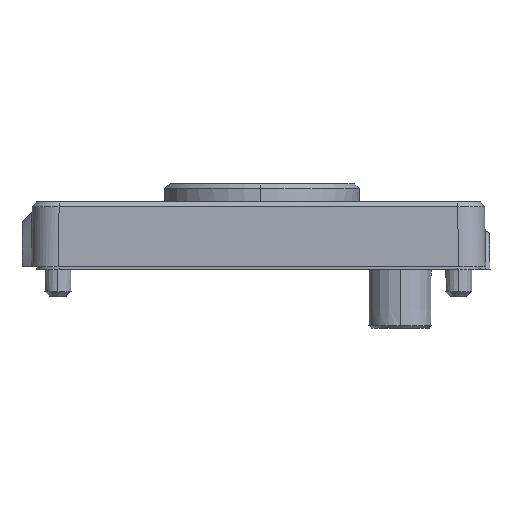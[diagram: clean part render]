
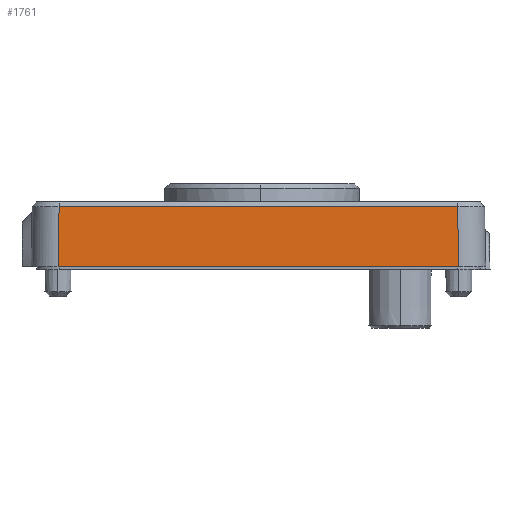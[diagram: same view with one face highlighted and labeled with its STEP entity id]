
A CAD part, left-side view. The second image highlights one B-rep face of the part: STEP entity #1761.
In plain terms, the highlighted planar face has unit normal (-1, 0, 0.018).
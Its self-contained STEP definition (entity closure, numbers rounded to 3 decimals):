
#28 = VECTOR ( 'NONE', #13390, 1000. ) ;
#101 = ORIENTED_EDGE ( 'NONE', *, *, #2963, .T. ) ;
#400 = LINE ( 'NONE', #617, #28 ) ;
#449 = ORIENTED_EDGE ( 'NONE', *, *, #10306, .F. ) ;
#469 = CARTESIAN_POINT ( 'NONE',  ( -21.001, 22.501, -0.052 ) ) ;
#617 = CARTESIAN_POINT ( 'NONE',  ( -20.995, 19., 0.3 ) ) ;
#1023 = EDGE_LOOP ( 'NONE', ( #449, #5721, #101, #3045 ) ) ;
#1731 = CARTESIAN_POINT ( 'NONE',  ( -20.988, -21.988, 0.715 ) ) ;
#1761 = ADVANCED_FACE ( 'NONE', ( #11277 ), #3317, .T. ) ;
#2107 = EDGE_CURVE ( 'NONE', #9603, #7022, #11802, .T. ) ;
#2963 = EDGE_CURVE ( 'NONE', #9121, #9603, #12691, .T. ) ;
#3045 = ORIENTED_EDGE ( 'NONE', *, *, #2107, .T. ) ;
#3317 = PLANE ( 'NONE',  #5208 ) ;
#3369 = DIRECTION ( 'NONE',  ( -1., 0., 0.017 ) ) ;
#3563 = CARTESIAN_POINT ( 'NONE',  ( -20.878, 22.378, 6.991 ) ) ;
#4961 = VERTEX_POINT ( 'NONE', #8024 ) ;
#5208 = AXIS2_PLACEMENT_3D ( 'NONE', #9151, #3369, #11475 ) ;
#5721 = ORIENTED_EDGE ( 'NONE', *, *, #12107, .T. ) ;
#6563 = VECTOR ( 'NONE', #13324, 1000. ) ;
#7022 = VERTEX_POINT ( 'NONE', #10020 ) ;
#8024 = CARTESIAN_POINT ( 'NONE',  ( -20.995, -21.995, 0.3 ) ) ;
#8677 = CARTESIAN_POINT ( 'NONE',  ( -20.878, 22.37, 6.991 ) ) ;
#9077 = VECTOR ( 'NONE', #9852, 1000. ) ;
#9121 = VERTEX_POINT ( 'NONE', #14157 ) ;
#9151 = CARTESIAN_POINT ( 'NONE',  ( -21., 19., 0. ) ) ;
#9603 = VERTEX_POINT ( 'NONE', #3563 ) ;
#9759 = DIRECTION ( 'NONE',  ( -0.017, 0.017, -1. ) ) ;
#9852 = DIRECTION ( 'NONE',  ( 0.017, 0.017, 1. ) ) ;
#10020 = CARTESIAN_POINT ( 'NONE',  ( -20.995, 22.495, 0.3 ) ) ;
#10306 = EDGE_CURVE ( 'NONE', #4961, #7022, #400, .T. ) ;
#11277 = FACE_OUTER_BOUND ( 'NONE', #1023, .T. ) ;
#11475 = DIRECTION ( 'NONE',  ( 0.017, 0., 1. ) ) ;
#11785 = LINE ( 'NONE', #1731, #9077 ) ;
#11802 = LINE ( 'NONE', #469, #14529 ) ;
#12107 = EDGE_CURVE ( 'NONE', #4961, #9121, #11785, .T. ) ;
#12691 = LINE ( 'NONE', #8677, #6563 ) ;
#13324 = DIRECTION ( 'NONE',  ( 0., 1., 0. ) ) ;
#13390 = DIRECTION ( 'NONE',  ( 0., 1., 0. ) ) ;
#14157 = CARTESIAN_POINT ( 'NONE',  ( -20.878, -21.878, 6.991 ) ) ;
#14529 = VECTOR ( 'NONE', #9759, 1000. ) ;
